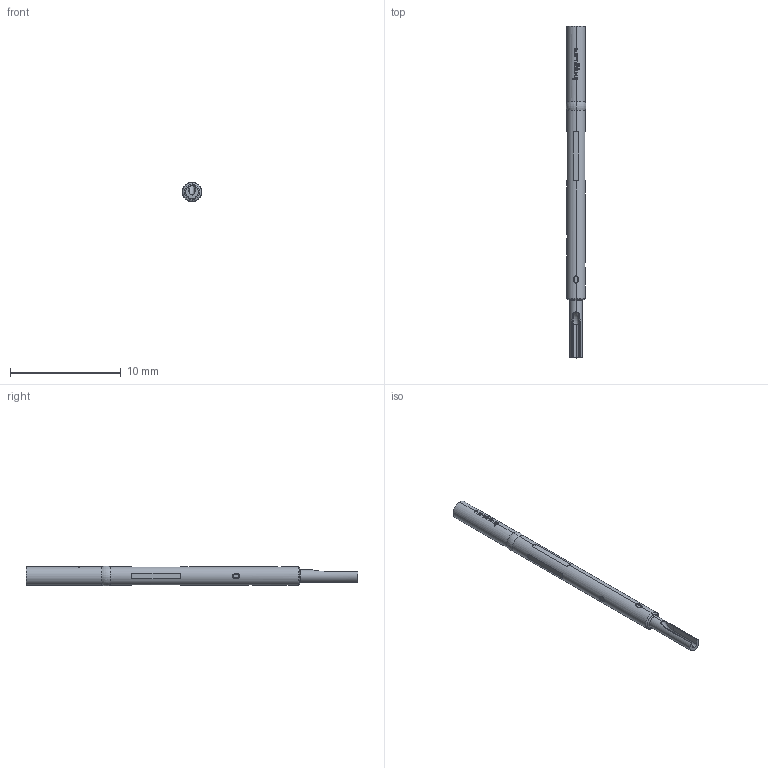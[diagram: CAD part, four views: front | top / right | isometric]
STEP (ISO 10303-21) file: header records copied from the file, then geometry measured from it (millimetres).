
FILE_DESCRIPTION (( 'STEP AP203' ), '1' );
FILE_NAME ('INGUN_KS-100_30_G.STEP', '2022-02-09T05:12:36', ( 'ochi' ), ( '' ), 'SwSTEP 2.0', 'SolidWorks 2018', '' );
FILE_SCHEMA (( 'CONFIG_CONTROL_DESIGN' ));
Length unit declared in the file: millimetre
Products named in the file (1): INGUN_KS-100_30_G
Bounding box: 1.79 x 30 x 1.8 mm (x, y, z)
Volume: 57.8 mm3; surface area: 156.5 mm2
Topology: 1 solids, 1 shells, 149 faces, 410 edges, 268 vertices
Faces by surface type: plane 60, bspline 49, cylinder 31, torus 7, cone 2
Entity records: 6064 total; most frequent: CARTESIAN_POINT 2571, ORIENTED_EDGE 820, DIRECTION 583, EDGE_CURVE 410, VERTEX_POINT 268, AXIS2_PLACEMENT_3D 229, EDGE_LOOP 154, ADVANCED_FACE 149
